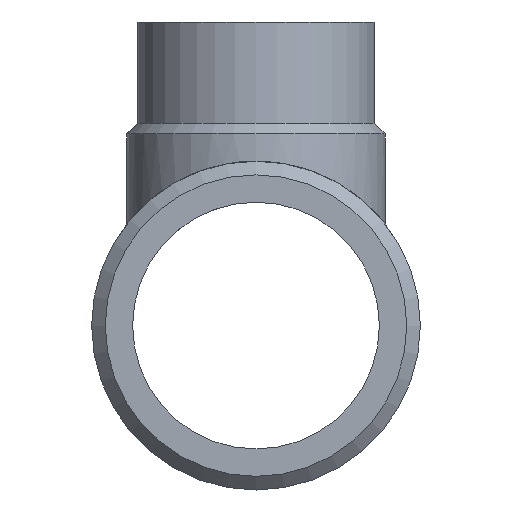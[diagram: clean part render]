
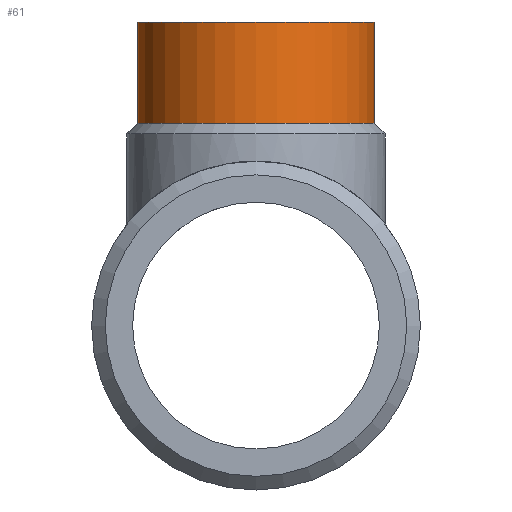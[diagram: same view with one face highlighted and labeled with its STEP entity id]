
A CAD part, left-side view. The second image highlights one B-rep face of the part: STEP entity #61.
In plain terms, the highlighted cylindrical face has radius 55 mm (diameter 110 mm), a full revolution.
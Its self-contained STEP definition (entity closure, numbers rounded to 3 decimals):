
#61 = ADVANCED_FACE( '', ( #130, #131 ), #132, .T. );
#130 = FACE_OUTER_BOUND( '', #191, .T. );
#131 = FACE_OUTER_BOUND( '', #192, .T. );
#132 = CYLINDRICAL_SURFACE( '', #193, 55. );
#191 = EDGE_LOOP( '', ( #270 ) );
#192 = EDGE_LOOP( '', ( #271 ) );
#193 = AXIS2_PLACEMENT_3D( '', #272, #273, #274 );
#270 = ORIENTED_EDGE( '', *, *, #298, .F. );
#271 = ORIENTED_EDGE( '', *, *, #291, .T. );
#272 = CARTESIAN_POINT( '', ( -152.5, 0., 0. ) );
#273 = DIRECTION( '', ( 0., 0., 1. ) );
#274 = DIRECTION( '', ( -1., 0., 0. ) );
#291 = EDGE_CURVE( '', #327, #327, #328, .T. );
#298 = EDGE_CURVE( '', #338, #338, #339, .T. );
#327 = VERTEX_POINT( '', #519 );
#328 = CIRCLE( '', #520, 55. );
#338 = VERTEX_POINT( '', #699 );
#339 = CIRCLE( '', #700, 55. );
#519 = CARTESIAN_POINT( '', ( -207.5, 0., 141. ) );
#520 = AXIS2_PLACEMENT_3D( '', #728, #729, #730 );
#699 = CARTESIAN_POINT( '', ( -207.5, 0., 94. ) );
#700 = AXIS2_PLACEMENT_3D( '', #737, #738, #739 );
#728 = CARTESIAN_POINT( '', ( -152.5, 0., 141. ) );
#729 = DIRECTION( '', ( 0., 0., -1. ) );
#730 = DIRECTION( '', ( -1., 0., 0. ) );
#737 = CARTESIAN_POINT( '', ( -152.5, 0., 94. ) );
#738 = DIRECTION( '', ( 0., 0., -1. ) );
#739 = DIRECTION( '', ( -1., 0., 0. ) );
